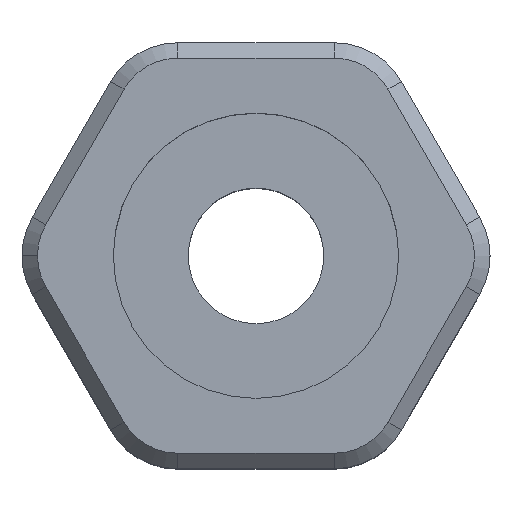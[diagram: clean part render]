
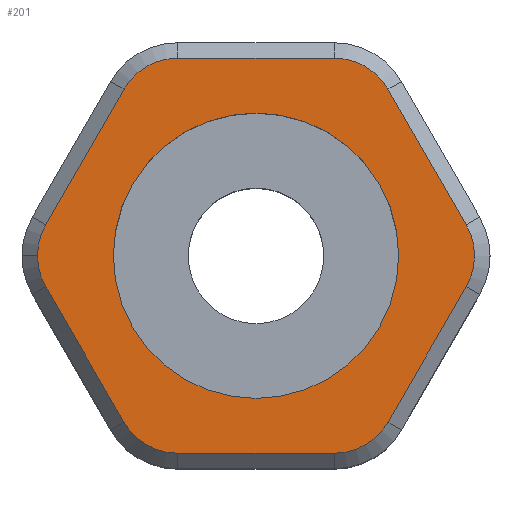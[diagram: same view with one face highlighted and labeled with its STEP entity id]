
A CAD part, top view. The second image highlights one B-rep face of the part: STEP entity #201.
In plain terms, the highlighted planar face has unit normal (0, 0, 1).
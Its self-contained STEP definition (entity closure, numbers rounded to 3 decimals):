
#3 = DIRECTION ( 'NONE',  ( 1., 0., 0. ) ) ;
#4 = LINE ( 'NONE', #611, #823 ) ;
#6 = EDGE_CURVE ( 'NONE', #461, #1019, #915, .T. ) ;
#19 = VERTEX_POINT ( 'NONE', #1288 ) ;
#21 = CARTESIAN_POINT ( 'NONE',  ( 5.427, 0.8, 8. ) ) ;
#30 = EDGE_CURVE ( 'NONE', #877, #186, #1290, .T. ) ;
#32 = CARTESIAN_POINT ( 'NONE',  ( -2.021, 3.5, 8. ) ) ;
#46 = VERTEX_POINT ( 'NONE', #285 ) ;
#57 = FACE_OUTER_BOUND ( 'NONE', #434, .T. ) ;
#89 = EDGE_CURVE ( 'NONE', #146, #46, #1187, .T. ) ;
#122 = DIRECTION ( 'NONE',  ( 0.5, -0.866, 0. ) ) ;
#125 = CARTESIAN_POINT ( 'NONE',  ( -5.427, -0.8, 8. ) ) ;
#133 = CARTESIAN_POINT ( 'NONE',  ( -2.021, 5.1, 8. ) ) ;
#146 = VERTEX_POINT ( 'NONE', #494 ) ;
#165 = EDGE_CURVE ( 'NONE', #754, #1115, #665, .T. ) ;
#169 = AXIS2_PLACEMENT_3D ( 'NONE', #741, #1056, #587 ) ;
#173 = CIRCLE ( 'NONE', #377, 1.6 ) ;
#178 = AXIS2_PLACEMENT_3D ( 'NONE', #32, #963, #1078 ) ;
#183 = ORIENTED_EDGE ( 'NONE', *, *, #1143, .T. ) ;
#186 = VERTEX_POINT ( 'NONE', #1285 ) ;
#198 = CARTESIAN_POINT ( 'NONE',  ( 2.021, -5.1, 8. ) ) ;
#201 = ADVANCED_FACE ( 'NONE', ( #57, #309 ), #601, .T. ) ;
#212 = VECTOR ( 'NONE', #924, 1000. ) ;
#218 = CARTESIAN_POINT ( 'NONE',  ( 2.021, 3.5, 8. ) ) ;
#219 = ORIENTED_EDGE ( 'NONE', *, *, #1178, .T. ) ;
#231 = EDGE_CURVE ( 'NONE', #527, #754, #906, .T. ) ;
#248 = LINE ( 'NONE', #1235, #979 ) ;
#250 = VERTEX_POINT ( 'NONE', #449 ) ;
#269 = VECTOR ( 'NONE', #1275, 1000. ) ;
#270 = CIRCLE ( 'NONE', #704, 1.6 ) ;
#285 = CARTESIAN_POINT ( 'NONE',  ( -3.683, 0., 8. ) ) ;
#309 = FACE_BOUND ( 'NONE', #835, .T. ) ;
#324 = CARTESIAN_POINT ( 'NONE',  ( -3.406, -4.3, 8. ) ) ;
#325 = EDGE_CURVE ( 'NONE', #1329, #1230, #912, .T. ) ;
#336 = CARTESIAN_POINT ( 'NONE',  ( 0., 0., 8. ) ) ;
#337 = AXIS2_PLACEMENT_3D ( 'NONE', #868, #751, #898 ) ;
#360 = ORIENTED_EDGE ( 'NONE', *, *, #30, .T. ) ;
#377 = AXIS2_PLACEMENT_3D ( 'NONE', #574, #1032, #398 ) ;
#392 = EDGE_CURVE ( 'NONE', #1119, #250, #173, .T. ) ;
#395 = CIRCLE ( 'NONE', #889, 3.683 ) ;
#396 = DIRECTION ( 'NONE',  ( 0., 0., -1. ) ) ;
#398 = DIRECTION ( 'NONE',  ( 1., 0., 0. ) ) ;
#434 = EDGE_LOOP ( 'NONE', ( #360, #1153, #902, #988, #1209, #490, #1087, #607, #219, #816, #183, #1291, #631 ) ) ;
#449 = CARTESIAN_POINT ( 'NONE',  ( 3.406, -4.3, 8. ) ) ;
#461 = VERTEX_POINT ( 'NONE', #605 ) ;
#490 = ORIENTED_EDGE ( 'NONE', *, *, #1148, .T. ) ;
#494 = CARTESIAN_POINT ( 'NONE',  ( 3.683, 0., 8. ) ) ;
#505 = DIRECTION ( 'NONE',  ( 0., 0., 1. ) ) ;
#509 = EDGE_CURVE ( 'NONE', #1019, #877, #248, .T. ) ;
#527 = VERTEX_POINT ( 'NONE', #125 ) ;
#533 = DIRECTION ( 'NONE',  ( 0., 0., -1. ) ) ;
#550 = CIRCLE ( 'NONE', #169, 1.6 ) ;
#573 = DIRECTION ( 'NONE',  ( -1., 0., 0. ) ) ;
#574 = CARTESIAN_POINT ( 'NONE',  ( 2.021, -3.5, 8. ) ) ;
#575 = ORIENTED_EDGE ( 'NONE', *, *, #89, .T. ) ;
#579 = CARTESIAN_POINT ( 'NONE',  ( 0., 0., 8. ) ) ;
#580 = CARTESIAN_POINT ( 'NONE',  ( 4.041, 0., 8. ) ) ;
#587 = DIRECTION ( 'NONE',  ( 1., 0., 0. ) ) ;
#601 = PLANE ( 'NONE',  #761 ) ;
#605 = CARTESIAN_POINT ( 'NONE',  ( 5.427, -0.8, 8. ) ) ;
#607 = ORIENTED_EDGE ( 'NONE', *, *, #165, .T. ) ;
#611 = CARTESIAN_POINT ( 'NONE',  ( -5.427, 0.8, 8. ) ) ;
#625 = CARTESIAN_POINT ( 'NONE',  ( -3.406, -4.3, 8. ) ) ;
#626 = CARTESIAN_POINT ( 'NONE',  ( 5.427, -0.8, 8. ) ) ;
#631 = ORIENTED_EDGE ( 'NONE', *, *, #509, .T. ) ;
#634 = VECTOR ( 'NONE', #900, 1000. ) ;
#637 = CARTESIAN_POINT ( 'NONE',  ( -2.021, 5.1, 8. ) ) ;
#647 = EDGE_CURVE ( 'NONE', #19, #719, #270, .T. ) ;
#651 = EDGE_CURVE ( 'NONE', #1230, #19, #4, .T. ) ;
#665 = CIRCLE ( 'NONE', #337, 1.6 ) ;
#704 = AXIS2_PLACEMENT_3D ( 'NONE', #808, #914, #905 ) ;
#711 = CARTESIAN_POINT ( 'NONE',  ( -5.641, 0., 8. ) ) ;
#713 = AXIS2_PLACEMENT_3D ( 'NONE', #580, #1083, #1050 ) ;
#719 = VERTEX_POINT ( 'NONE', #711 ) ;
#733 = CARTESIAN_POINT ( 'NONE',  ( 2.021, -5.1, 8. ) ) ;
#741 = CARTESIAN_POINT ( 'NONE',  ( -4.041, 0., 8. ) ) ;
#751 = DIRECTION ( 'NONE',  ( 0., 0., 1. ) ) ;
#754 = VERTEX_POINT ( 'NONE', #625 ) ;
#761 = AXIS2_PLACEMENT_3D ( 'NONE', #1346, #803, #3 ) ;
#803 = DIRECTION ( 'NONE',  ( 0., 0., 1. ) ) ;
#808 = CARTESIAN_POINT ( 'NONE',  ( -4.041, 0., 8. ) ) ;
#816 = ORIENTED_EDGE ( 'NONE', *, *, #392, .T. ) ;
#823 = VECTOR ( 'NONE', #995, 1000. ) ;
#835 = EDGE_LOOP ( 'NONE', ( #935, #575 ) ) ;
#868 = CARTESIAN_POINT ( 'NONE',  ( -2.021, -3.5, 8. ) ) ;
#877 = VERTEX_POINT ( 'NONE', #956 ) ;
#889 = AXIS2_PLACEMENT_3D ( 'NONE', #579, #396, #573 ) ;
#898 = DIRECTION ( 'NONE',  ( 1., 0., 0. ) ) ;
#900 = DIRECTION ( 'NONE',  ( -1., 0., 0. ) ) ;
#902 = ORIENTED_EDGE ( 'NONE', *, *, #325, .T. ) ;
#905 = DIRECTION ( 'NONE',  ( 1., 0., 0. ) ) ;
#906 = LINE ( 'NONE', #324, #987 ) ;
#907 = LINE ( 'NONE', #133, #634 ) ;
#912 = CIRCLE ( 'NONE', #178, 1.6 ) ;
#914 = DIRECTION ( 'NONE',  ( 0., 0., 1. ) ) ;
#915 = CIRCLE ( 'NONE', #713, 1.6 ) ;
#924 = DIRECTION ( 'NONE',  ( 1., 0., 0. ) ) ;
#935 = ORIENTED_EDGE ( 'NONE', *, *, #1028, .T. ) ;
#956 = CARTESIAN_POINT ( 'NONE',  ( 3.406, 4.3, 8. ) ) ;
#963 = DIRECTION ( 'NONE',  ( 0., 0., 1. ) ) ;
#979 = VECTOR ( 'NONE', #1206, 1000. ) ;
#987 = VECTOR ( 'NONE', #122, 1000. ) ;
#988 = ORIENTED_EDGE ( 'NONE', *, *, #651, .T. ) ;
#995 = DIRECTION ( 'NONE',  ( -0.5, -0.866, 0. ) ) ;
#998 = AXIS2_PLACEMENT_3D ( 'NONE', #218, #505, #1025 ) ;
#1019 = VERTEX_POINT ( 'NONE', #21 ) ;
#1025 = DIRECTION ( 'NONE',  ( 1., 0., 0. ) ) ;
#1028 = EDGE_CURVE ( 'NONE', #46, #146, #395, .T. ) ;
#1032 = DIRECTION ( 'NONE',  ( 0., 0., 1. ) ) ;
#1046 = LINE ( 'NONE', #198, #212 ) ;
#1050 = DIRECTION ( 'NONE',  ( 1., 0., 0. ) ) ;
#1056 = DIRECTION ( 'NONE',  ( 0., 0., 1. ) ) ;
#1078 = DIRECTION ( 'NONE',  ( 1., 0., 0. ) ) ;
#1083 = DIRECTION ( 'NONE',  ( 0., 0., 1. ) ) ;
#1087 = ORIENTED_EDGE ( 'NONE', *, *, #231, .T. ) ;
#1107 = LINE ( 'NONE', #626, #269 ) ;
#1115 = VERTEX_POINT ( 'NONE', #1207 ) ;
#1119 = VERTEX_POINT ( 'NONE', #733 ) ;
#1139 = CARTESIAN_POINT ( 'NONE',  ( -3.406, 4.3, 8. ) ) ;
#1143 = EDGE_CURVE ( 'NONE', #250, #461, #1107, .T. ) ;
#1148 = EDGE_CURVE ( 'NONE', #719, #527, #550, .T. ) ;
#1153 = ORIENTED_EDGE ( 'NONE', *, *, #1308, .T. ) ;
#1178 = EDGE_CURVE ( 'NONE', #1115, #1119, #1046, .T. ) ;
#1182 = DIRECTION ( 'NONE',  ( -1., 0., 0. ) ) ;
#1187 = CIRCLE ( 'NONE', #1350, 3.683 ) ;
#1206 = DIRECTION ( 'NONE',  ( -0.5, 0.866, 0. ) ) ;
#1207 = CARTESIAN_POINT ( 'NONE',  ( -2.021, -5.1, 8. ) ) ;
#1209 = ORIENTED_EDGE ( 'NONE', *, *, #647, .T. ) ;
#1230 = VERTEX_POINT ( 'NONE', #1139 ) ;
#1235 = CARTESIAN_POINT ( 'NONE',  ( 3.406, 4.3, 8. ) ) ;
#1275 = DIRECTION ( 'NONE',  ( 0.5, 0.866, 0. ) ) ;
#1285 = CARTESIAN_POINT ( 'NONE',  ( 2.021, 5.1, 8. ) ) ;
#1288 = CARTESIAN_POINT ( 'NONE',  ( -5.427, 0.8, 8. ) ) ;
#1290 = CIRCLE ( 'NONE', #998, 1.6 ) ;
#1291 = ORIENTED_EDGE ( 'NONE', *, *, #6, .T. ) ;
#1308 = EDGE_CURVE ( 'NONE', #186, #1329, #907, .T. ) ;
#1329 = VERTEX_POINT ( 'NONE', #637 ) ;
#1346 = CARTESIAN_POINT ( 'NONE',  ( 0., 0., 8. ) ) ;
#1350 = AXIS2_PLACEMENT_3D ( 'NONE', #336, #533, #1182 ) ;
